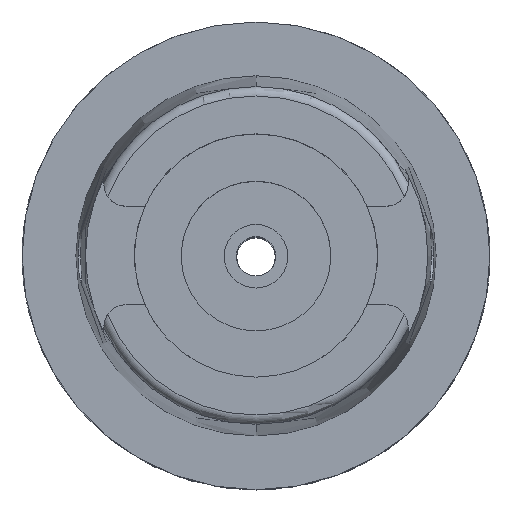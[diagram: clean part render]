
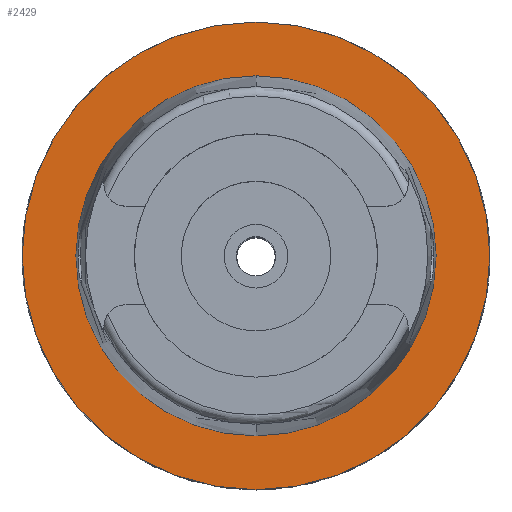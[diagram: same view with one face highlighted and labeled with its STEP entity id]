
A CAD part, top view. The second image highlights one B-rep face of the part: STEP entity #2429.
In plain terms, the highlighted planar face has unit normal (0, 0, 1).
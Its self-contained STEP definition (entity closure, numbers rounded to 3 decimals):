
#140 = CARTESIAN_POINT ( 'NONE',  ( 0., 0., 0. ) ) ;
#371 = DIRECTION ( 'NONE',  ( 0., 0., 1. ) ) ;
#373 = FACE_OUTER_BOUND ( 'NONE', #1506, .T. ) ;
#450 = CIRCLE ( 'NONE', #4151, 19.25 ) ;
#783 = DIRECTION ( 'NONE',  ( 0., 0., 1. ) ) ;
#828 = DIRECTION ( 'NONE',  ( 0., -1., 0. ) ) ;
#861 = DIRECTION ( 'NONE',  ( 0., 1., 0. ) ) ;
#868 = DIRECTION ( 'NONE',  ( 0., 1., 0. ) ) ;
#902 = DIRECTION ( 'NONE',  ( 0., 0., -1. ) ) ;
#1199 = CIRCLE ( 'NONE', #4364, 25. ) ;
#1242 = CARTESIAN_POINT ( 'NONE',  ( 0., 25., 0. ) ) ;
#1273 = DIRECTION ( 'NONE',  ( 0., 0., 1. ) ) ;
#1352 = VERTEX_POINT ( 'NONE', #2817 ) ;
#1398 = ORIENTED_EDGE ( 'NONE', *, *, #3134, .F. ) ;
#1413 = CARTESIAN_POINT ( 'NONE',  ( 0., 0., 0. ) ) ;
#1506 = EDGE_LOOP ( 'NONE', ( #2401, #4414 ) ) ;
#1635 = CARTESIAN_POINT ( 'NONE',  ( 0., 0., 0. ) ) ;
#1802 = DIRECTION ( 'NONE',  ( 0., -1., 0. ) ) ;
#1805 = DIRECTION ( 'NONE',  ( 1., 0., 0. ) ) ;
#1927 = DIRECTION ( 'NONE',  ( 0., 0., -1. ) ) ;
#2063 = ORIENTED_EDGE ( 'NONE', *, *, #2107, .F. ) ;
#2107 = EDGE_CURVE ( 'NONE', #1352, #4775, #450, .T. ) ;
#2401 = ORIENTED_EDGE ( 'NONE', *, *, #2514, .F. ) ;
#2429 = ADVANCED_FACE ( 'NONE', ( #373, #4516 ), #2615, .T. ) ;
#2514 = EDGE_CURVE ( 'NONE', #2561, #4845, #2629, .T. ) ;
#2561 = VERTEX_POINT ( 'NONE', #1242 ) ;
#2615 = PLANE ( 'NONE',  #3521 ) ;
#2629 = CIRCLE ( 'NONE', #4551, 25. ) ;
#2817 = CARTESIAN_POINT ( 'NONE',  ( 0., 19.25, 0. ) ) ;
#2881 = CIRCLE ( 'NONE', #4376, 19.25 ) ;
#3134 = EDGE_CURVE ( 'NONE', #4775, #1352, #2881, .T. ) ;
#3521 = AXIS2_PLACEMENT_3D ( 'NONE', #4145, #783, #1805 ) ;
#3774 = EDGE_LOOP ( 'NONE', ( #2063, #1398 ) ) ;
#3911 = CARTESIAN_POINT ( 'NONE',  ( 0., -25., 0. ) ) ;
#4145 = CARTESIAN_POINT ( 'NONE',  ( 0., 0., 0. ) ) ;
#4151 = AXIS2_PLACEMENT_3D ( 'NONE', #4261, #1273, #868 ) ;
#4261 = CARTESIAN_POINT ( 'NONE',  ( 0., 0., 0. ) ) ;
#4332 = EDGE_CURVE ( 'NONE', #4845, #2561, #1199, .T. ) ;
#4364 = AXIS2_PLACEMENT_3D ( 'NONE', #140, #902, #828 ) ;
#4376 = AXIS2_PLACEMENT_3D ( 'NONE', #1413, #371, #1802 ) ;
#4414 = ORIENTED_EDGE ( 'NONE', *, *, #4332, .F. ) ;
#4516 = FACE_BOUND ( 'NONE', #3774, .T. ) ;
#4551 = AXIS2_PLACEMENT_3D ( 'NONE', #1635, #1927, #861 ) ;
#4675 = CARTESIAN_POINT ( 'NONE',  ( 0., -19.25, 0. ) ) ;
#4775 = VERTEX_POINT ( 'NONE', #4675 ) ;
#4845 = VERTEX_POINT ( 'NONE', #3911 ) ;
